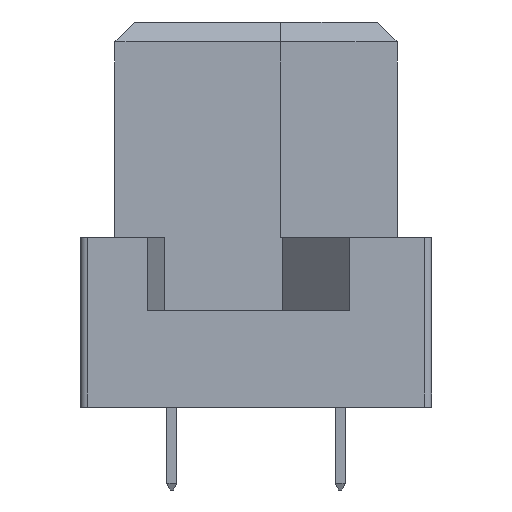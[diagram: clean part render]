
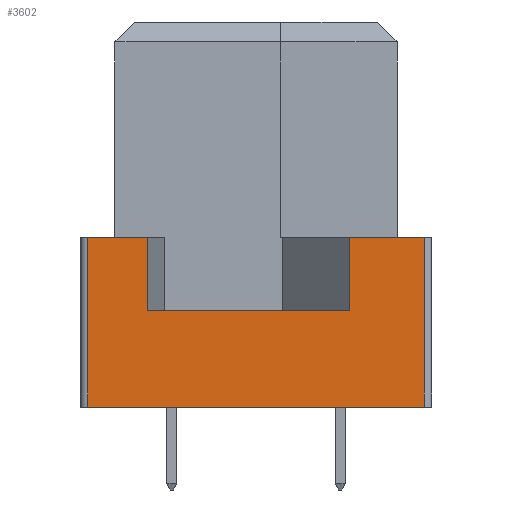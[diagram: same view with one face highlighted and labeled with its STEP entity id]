
A CAD part, left-side view. The second image highlights one B-rep face of the part: STEP entity #3602.
In plain terms, the highlighted planar face has unit normal (-1, 0, 0).
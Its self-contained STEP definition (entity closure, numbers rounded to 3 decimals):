
#3602=ADVANCED_FACE('',(#7225),#7226,.T.);
#7225=FACE_OUTER_BOUND('',#10994,.T.);
#7226=PLANE('',#10995);
#10994=EDGE_LOOP('',(#21211,#21212,#21213,#21214,#21215,#21216,#21217,#21218));
#10995=AXIS2_PLACEMENT_3D('',#21219,#21220,#21221);
#21211=ORIENTED_EDGE('',*,*,#26093,.T.);
#21212=ORIENTED_EDGE('',*,*,#26077,.T.);
#21213=ORIENTED_EDGE('',*,*,#26061,.T.);
#21214=ORIENTED_EDGE('',*,*,#26103,.F.);
#21215=ORIENTED_EDGE('',*,*,#26104,.F.);
#21216=ORIENTED_EDGE('',*,*,#26105,.F.);
#21217=ORIENTED_EDGE('',*,*,#22005,.T.);
#21218=ORIENTED_EDGE('',*,*,#26106,.F.);
#21219=CARTESIAN_POINT('',(-47.5,0.,-11.8));
#21220=DIRECTION('',(-1.,0.,0.0));
#21221=DIRECTION('',(0.,-1.,0.0));
#22005=EDGE_CURVE('',#26198,#26196,#26199,.T.);
#26061=EDGE_CURVE('',#32091,#32092,#32093,.T.);
#26077=EDGE_CURVE('',#32119,#32091,#32120,.T.);
#26093=EDGE_CURVE('',#32143,#32119,#32144,.T.);
#26103=EDGE_CURVE('',#32157,#32092,#32158,.T.);
#26104=EDGE_CURVE('',#32159,#32157,#32160,.T.);
#26105=EDGE_CURVE('',#26198,#32159,#32161,.T.);
#26106=EDGE_CURVE('',#32143,#26196,#32162,.T.);
#26196=VERTEX_POINT('',#32287);
#26198=VERTEX_POINT('',#32289);
#26199=LINE('',#32290,#32291);
#32091=VERTEX_POINT('',#41045);
#32092=VERTEX_POINT('',#41046);
#32093=LINE('',#41047,#41048);
#32119=VERTEX_POINT('',#41086);
#32120=LINE('',#41087,#41088);
#32143=VERTEX_POINT('',#41122);
#32144=LINE('',#41123,#41124);
#32157=VERTEX_POINT('',#41143);
#32158=LINE('',#41144,#41145);
#32159=VERTEX_POINT('',#41146);
#32160=LINE('',#41147,#41148);
#32161=LINE('',#41149,#41150);
#32162=LINE('',#41151,#41152);
#32287=CARTESIAN_POINT('',(-47.5,-5.066,-6.5));
#32289=CARTESIAN_POINT('',(-47.5,-5.066,-11.6));
#32290=CARTESIAN_POINT('',(-47.5,-5.066,-11.8));
#32291=VECTOR('',#41330,1.0);
#41045=CARTESIAN_POINT('',(-47.5,3.272,-8.7));
#41046=CARTESIAN_POINT('',(-47.5,3.272,-6.5));
#41047=CARTESIAN_POINT('',(-47.5,3.272,-10.25));
#41048=VECTOR('',#44250,1.0);
#41086=CARTESIAN_POINT('',(-47.5,-2.812,-8.7));
#41087=CARTESIAN_POINT('',(-47.5,-2.734,-8.7));
#41088=VECTOR('',#44263,1.0);
#41122=CARTESIAN_POINT('',(-47.5,-2.812,-6.5));
#41123=CARTESIAN_POINT('',(-47.5,-2.812,-10.25));
#41124=VECTOR('',#44275,1.0);
#41143=CARTESIAN_POINT('',(-47.5,5.066,-6.5));
#41144=CARTESIAN_POINT('',(-47.5,3.75,-6.5));
#41145=VECTOR('',#44282,1.0);
#41146=CARTESIAN_POINT('',(-47.5,5.066,-11.6));
#41147=CARTESIAN_POINT('',(-47.5,5.066,-11.8));
#41148=VECTOR('',#44283,1.0);
#41149=CARTESIAN_POINT('',(-47.5,3.75,-11.6));
#41150=VECTOR('',#44284,1.0);
#41151=CARTESIAN_POINT('',(-47.5,3.75,-6.5));
#41152=VECTOR('',#44285,1.0);
#41330=DIRECTION('',(0.0,0.0,1.0));
#44250=DIRECTION('',(0.0,0.0,1.0));
#44263=DIRECTION('',(0.,1.,0.0));
#44275=DIRECTION('',(0.0,0.0,-1.0));
#44282=DIRECTION('',(0.,-1.,0.));
#44283=DIRECTION('',(0.0,0.0,1.0));
#44284=DIRECTION('',(0.,1.,0.));
#44285=DIRECTION('',(0.,-1.,0.));
